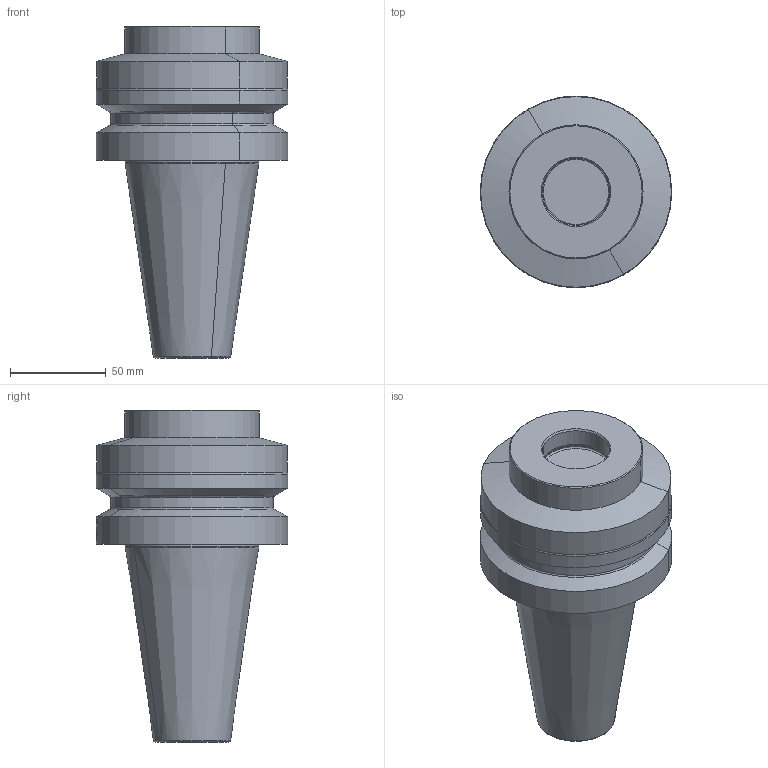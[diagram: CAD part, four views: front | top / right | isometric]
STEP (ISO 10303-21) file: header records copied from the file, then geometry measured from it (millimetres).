
FILE_DESCRIPTION((''),'2;1');
FILE_NAME('606355644-000-00-ED1_DEX','2014-10-14T',('brunnert'),(''),'PRO/ENGINEER BY PARAMETRIC TECHNOLOGY CORPORATION, 2011220','PRO/ENGINEER BY PARAMETRIC TECHNOLOGY CORPORATION, 2011220','');
FILE_SCHEMA(('AUTOMOTIVE_DESIGN_CC2 { 1 2 10303 214 -1 1 5 2 }'));
Length unit declared in the file: millimetre
Products named in the file (1): 606355644-000-00-ED1_DEX
Bounding box: 100 x 100 x 173.3 mm (x, y, z)
Volume: 699890.8 mm3; surface area: 53885.5 mm2
Topology: 1 solids, 1 shells, 519 faces, 1511 edges, 1028 vertices
Faces by surface type: plane 437, cylinder 39, cone 20, torus 16, extrusion 7
Entity records: 22214 total; most frequent: CARTESIAN_POINT 4918, ORIENTED_EDGE 2858, DIRECTION 1994, PRESENTATION_STYLE_ASSIGNMENT 1559, STYLED_ITEM 1545, CURVE_STYLE 1529, EDGE_CURVE 1429, VERTEX_POINT 938
